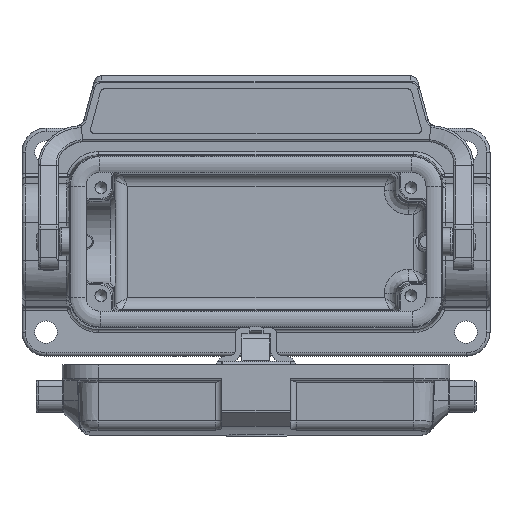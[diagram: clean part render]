
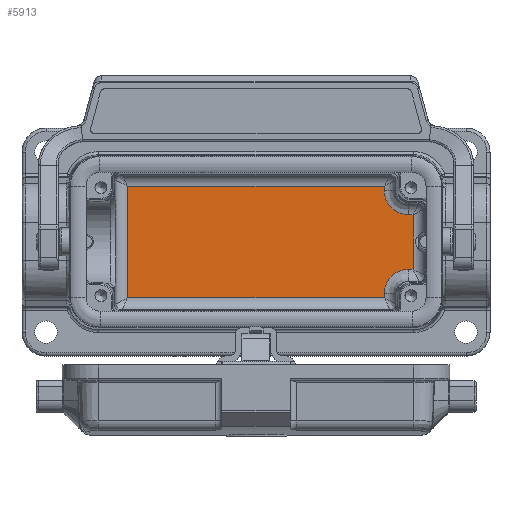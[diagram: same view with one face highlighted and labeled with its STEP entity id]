
A CAD part, top view. The second image highlights one B-rep face of the part: STEP entity #5913.
In plain terms, the highlighted planar face has unit normal (0, 0, 1).
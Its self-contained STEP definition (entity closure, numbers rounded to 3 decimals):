
#5121=ELLIPSE('',#23174,6.003,6.);
#5122=ELLIPSE('',#23175,6.003,6.);
#5913=ADVANCED_FACE('',(#7378),#6915,.F.);
#6915=PLANE('',#23176);
#7378=FACE_OUTER_BOUND('',#8341,.T.);
#8341=EDGE_LOOP('',(#10396,#10397,#10398,#10399,#10400,#10401,#10402,#10403,
#10404,#10405));
#10396=ORIENTED_EDGE('',*,*,#17239,.T.);
#10397=ORIENTED_EDGE('',*,*,#17240,.T.);
#10398=ORIENTED_EDGE('',*,*,#17241,.T.);
#10399=ORIENTED_EDGE('',*,*,#17242,.T.);
#10400=ORIENTED_EDGE('',*,*,#17243,.T.);
#10401=ORIENTED_EDGE('',*,*,#17244,.T.);
#10402=ORIENTED_EDGE('',*,*,#17245,.T.);
#10403=ORIENTED_EDGE('',*,*,#17246,.T.);
#10404=ORIENTED_EDGE('',*,*,#17247,.T.);
#10405=ORIENTED_EDGE('',*,*,#17248,.T.);
#15512=VERTEX_POINT('',#30816);
#15513=VERTEX_POINT('',#30817);
#15514=VERTEX_POINT('',#30819);
#15515=VERTEX_POINT('',#30821);
#15516=VERTEX_POINT('',#30823);
#15517=VERTEX_POINT('',#30825);
#15518=VERTEX_POINT('',#30827);
#15519=VERTEX_POINT('',#30829);
#15520=VERTEX_POINT('',#30831);
#15521=VERTEX_POINT('',#30833);
#17239=EDGE_CURVE('',#15512,#15513,#19715,.T.);
#17240=EDGE_CURVE('',#15513,#15514,#19716,.T.);
#17241=EDGE_CURVE('',#15514,#15515,#5121,.T.);
#17242=EDGE_CURVE('',#15515,#15516,#19717,.T.);
#17243=EDGE_CURVE('',#15516,#15517,#19718,.T.);
#17244=EDGE_CURVE('',#15517,#15518,#19719,.T.);
#17245=EDGE_CURVE('',#15518,#15519,#19720,.T.);
#17246=EDGE_CURVE('',#15519,#15520,#19721,.T.);
#17247=EDGE_CURVE('',#15520,#15521,#5122,.T.);
#17248=EDGE_CURVE('',#15521,#15512,#19722,.T.);
#19715=LINE('',#30815,#21071);
#19716=LINE('',#30818,#21072);
#19717=LINE('',#30822,#21073);
#19718=LINE('',#30824,#21074);
#19719=LINE('',#30826,#21075);
#19720=LINE('',#30828,#21076);
#19721=LINE('',#30830,#21077);
#19722=LINE('',#30834,#21078);
#21071=VECTOR('',#25335,1.);
#21072=VECTOR('',#25336,1.);
#21073=VECTOR('',#25339,1.);
#21074=VECTOR('',#25340,1.);
#21075=VECTOR('',#25341,1.);
#21076=VECTOR('',#25342,1.);
#21077=VECTOR('',#25343,1.);
#21078=VECTOR('',#25346,1.);
#23174=AXIS2_PLACEMENT_3D('',#30820,#25337,#25338);
#23175=AXIS2_PLACEMENT_3D('',#30832,#25344,#25345);
#23176=AXIS2_PLACEMENT_3D('',#30835,#25347,#25348);
#25335=DIRECTION('',(0.,1.,0.));
#25336=DIRECTION('',(-1.,0.,0.));
#25337=DIRECTION('',(0.,0.,-1.));
#25338=DIRECTION('',(0.832,0.555,0.));
#25339=DIRECTION('',(0.,1.,0.));
#25340=DIRECTION('',(-1.,0.,0.));
#25341=DIRECTION('',(0.,-1.,0.));
#25342=DIRECTION('',(1.,0.,0.));
#25343=DIRECTION('',(0.,1.,0.));
#25344=DIRECTION('',(0.,0.,-1.));
#25345=DIRECTION('',(-0.832,0.555,0.));
#25346=DIRECTION('',(1.,0.,0.));
#25347=DIRECTION('',(0.,0.,-1.));
#25348=DIRECTION('',(-1.,0.,0.));
#30815=CARTESIAN_POINT('',(39.299,0.,-40.25));
#30816=CARTESIAN_POINT('',(39.299,-6.849,-40.25));
#30817=CARTESIAN_POINT('',(39.299,6.849,-40.25));
#30818=CARTESIAN_POINT('',(-42.247,6.849,-40.25));
#30819=CARTESIAN_POINT('',(38.073,6.849,-40.25));
#30820=CARTESIAN_POINT('',(38.076,12.85,-40.25));
#30821=CARTESIAN_POINT('',(32.073,12.848,-40.25));
#30822=CARTESIAN_POINT('',(32.073,17.75,-40.25));
#30823=CARTESIAN_POINT('',(32.073,13.966,-40.25));
#30824=CARTESIAN_POINT('',(-33.496,13.966,-40.25));
#30825=CARTESIAN_POINT('',(-32.073,13.966,-40.25));
#30826=CARTESIAN_POINT('',(-32.073,17.75,-40.25));
#30827=CARTESIAN_POINT('',(-32.073,-13.966,-40.25));
#30828=CARTESIAN_POINT('',(33.496,-13.966,-40.25));
#30829=CARTESIAN_POINT('',(32.073,-13.966,-40.25));
#30830=CARTESIAN_POINT('',(32.073,17.75,-40.25));
#30831=CARTESIAN_POINT('',(32.073,-12.848,-40.25));
#30832=CARTESIAN_POINT('',(38.076,-12.85,-40.25));
#30833=CARTESIAN_POINT('',(38.073,-6.849,-40.25));
#30834=CARTESIAN_POINT('',(-42.247,-6.849,-40.25));
#30835=CARTESIAN_POINT('',(-42.247,17.75,-40.25));
